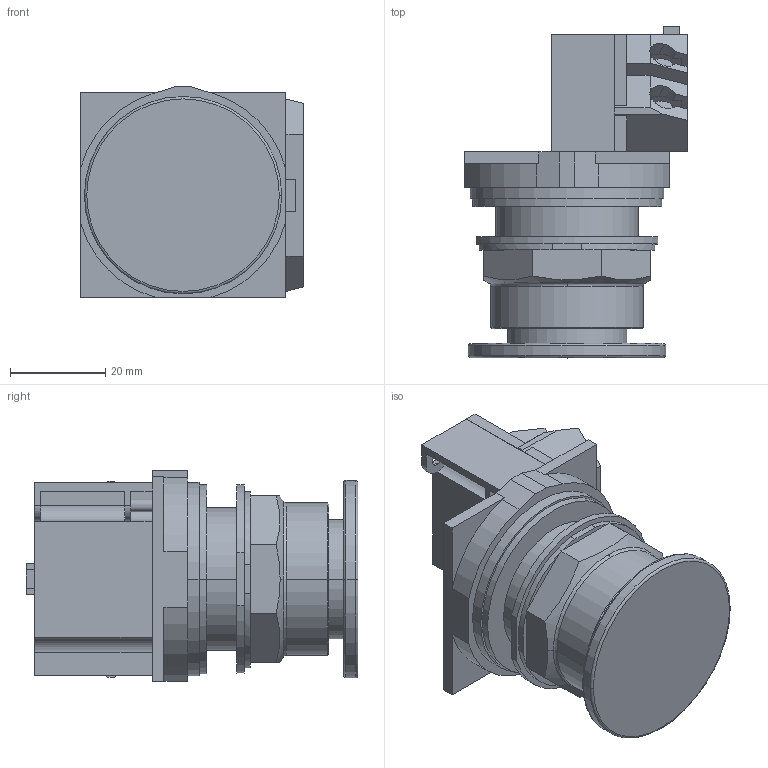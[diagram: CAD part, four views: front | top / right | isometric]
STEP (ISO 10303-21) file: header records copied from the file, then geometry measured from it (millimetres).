
FILE_DESCRIPTION(('starvars output'),'2;1');
FILE_NAME('9001AB2_3D.stp','09:10:18 2020/04/08',( 'Thomas Industrial Network Germany GmbH'),( 'Thomas Industrial Network Germany GmbH'),'unknown preprocess','ACIS' ,'unknown authorization');
FILE_SCHEMA(('AUTOMOTIVE_DESIGN_CC2 {UNKNOWN IMPLEMENTATION LEVEL}'));
Length unit declared in the file: millimetre
Products named in the file (1): PRODUCT_ID_1
Bounding box: 46.63 x 69.62 x 44.2 mm (x, y, z)
Volume: 60994.1 mm3; surface area: 22779.9 mm2
Topology: 2 solids, 2 shells, 366 faces, 1019 edges, 663 vertices
Faces by surface type: plane 257, cylinder 91, cone 12, torus 6
Entity records: 13328 total; most frequent: ORIENTED_EDGE 2038, CARTESIAN_POINT 1772, DIRECTION 1487, EDGE_CURVE 1019, VECTOR 671, LINE 671, VERTEX_POINT 663, AXIS2_PLACEMENT_3D 408
